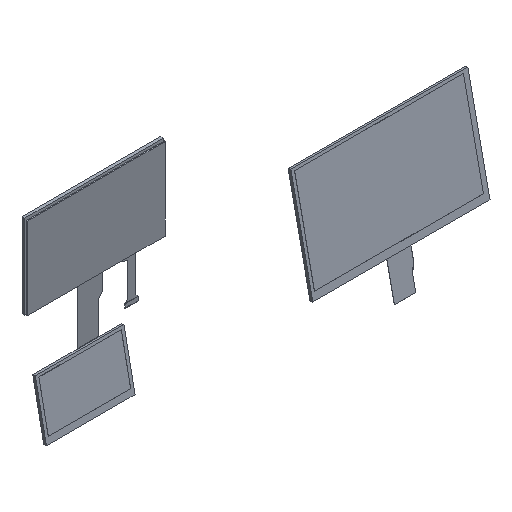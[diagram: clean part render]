
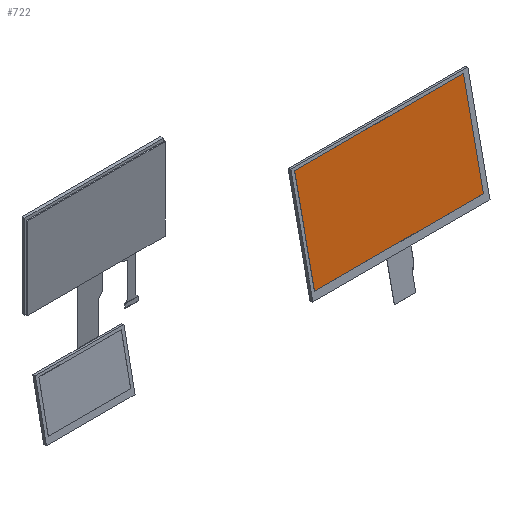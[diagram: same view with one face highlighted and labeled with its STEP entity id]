
A CAD part, isometric view. The second image highlights one B-rep face of the part: STEP entity #722.
In plain terms, the highlighted planar face has unit normal (0, -0.978, 0.207).
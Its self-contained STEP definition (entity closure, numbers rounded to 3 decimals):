
#722=ADVANCED_FACE('',(#790),#1836,.T.);
#790=FACE_OUTER_BOUND('',#860,.T.);
#860=EDGE_LOOP('',(#1126,#1127,#1128,#1129));
#1126=ORIENTED_EDGE('',*,*,#1336,.T.);
#1127=ORIENTED_EDGE('',*,*,#1339,.T.);
#1128=ORIENTED_EDGE('',*,*,#1338,.T.);
#1129=ORIENTED_EDGE('',*,*,#1337,.T.);
#1336=EDGE_CURVE('',#1757,#1758,#1504,.T.);
#1337=EDGE_CURVE('',#1759,#1757,#1505,.T.);
#1338=EDGE_CURVE('',#1760,#1759,#1506,.T.);
#1339=EDGE_CURVE('',#1758,#1760,#1507,.T.);
#1504=B_SPLINE_CURVE_WITH_KNOTS('',1,(#2547,#2548),.UNSPECIFIED.,.F.,.F.,
(2,2),(0.,114.7),.UNSPECIFIED.);
#1505=B_SPLINE_CURVE_WITH_KNOTS('',1,(#2549,#2550),.UNSPECIFIED.,.F.,.F.,
(2,2),(0.,201.),.UNSPECIFIED.);
#1506=B_SPLINE_CURVE_WITH_KNOTS('',1,(#2551,#2552),.UNSPECIFIED.,.F.,.F.,
(2,2),(0.,114.7),.UNSPECIFIED.);
#1507=B_SPLINE_CURVE_WITH_KNOTS('',1,(#2553,#2554),.UNSPECIFIED.,.F.,.F.,
(2,2),(0.,201.),.UNSPECIFIED.);
#1757=VERTEX_POINT('',#2519);
#1758=VERTEX_POINT('',#2520);
#1759=VERTEX_POINT('',#2521);
#1760=VERTEX_POINT('',#2522);
#1836=PLANE('',#1993);
#1993=AXIS2_PLACEMENT_3D('',#2502,#2083,$);
#2083=DIRECTION('',(0.,-0.978,0.207));
#2502=CARTESIAN_POINT('',(238.539,-66.199,7.975));
#2519=CARTESIAN_POINT('',(259.049,-39.979,131.809));
#2520=CARTESIAN_POINT('',(259.049,-63.738,19.597));
#2521=CARTESIAN_POINT('',(460.049,-39.979,131.809));
#2522=CARTESIAN_POINT('',(460.049,-63.738,19.597));
#2547=CARTESIAN_POINT('',(259.049,-39.979,131.809));
#2548=CARTESIAN_POINT('',(259.049,-63.738,19.597));
#2549=CARTESIAN_POINT('',(460.049,-39.979,131.809));
#2550=CARTESIAN_POINT('',(259.049,-39.979,131.809));
#2551=CARTESIAN_POINT('',(460.049,-63.738,19.597));
#2552=CARTESIAN_POINT('',(460.049,-39.979,131.809));
#2553=CARTESIAN_POINT('',(259.049,-63.738,19.597));
#2554=CARTESIAN_POINT('',(460.049,-63.738,19.597));
